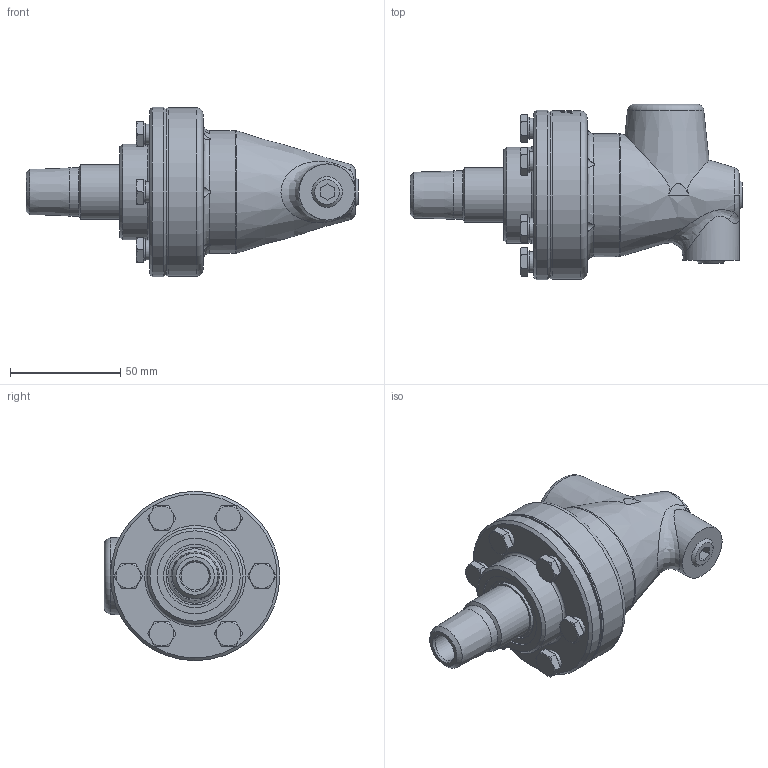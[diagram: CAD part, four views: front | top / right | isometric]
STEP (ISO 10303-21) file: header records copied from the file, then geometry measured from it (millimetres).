
FILE_DESCRIPTION(/* description */ (''),/* implementation_level */ '2;1');
FILE_NAME(/* name */ 'BC-54100-08-21-IC.stp',/* time_stamp */ '2020-05-19T15:44:13-05:00',/* author */ ('dyurkovich'),/* organization */ (''),/* preprocessor_version */ 'ST-DEVELOPER v18',/* originating_system */ 'Autodesk Inventor 2020',/* authorisation */ '');
FILE_SCHEMA (('AUTOMOTIVE_DESIGN { 1 0 10303 214 3 1 1 }'));
Products named in the file (1): BC-54100-08-21-IC
Bounding box: 150.31 x 79.5 x 76.71 mm (x, y, z)
Volume: 270632.2 mm3; surface area: 41590.6 mm2
Topology: 1 solids, 4 shells, 609 faces, 1603 edges, 1064 vertices
Faces by surface type: plane 232, bspline 190, cylinder 98, cone 71, torus 18
Full cylindrical faces by diameter (mm): 4.978 x6, 6.35 x6, 7.366 x6, 7.62 x6, 10.001 x6, 12.7 x1, 17.475 x1, 21.849 x1, 24.7 x1, 25.4 x1, 26.162 x1, 28.575 x1, 34.188 x1, 43.434 x1, 55.626 x1, 75.946 x1, 76.2 x1, 76.708 x1
Entity records: 62074 total; most frequent: CARTESIAN_POINT 47527, ORIENTED_EDGE 3202, DIRECTION 2577, EDGE_CURVE 1601, VERTEX_POINT 1064, AXIS2_PLACEMENT_3D 988, EDGE_LOOP 687, FACE_OUTER_BOUND 609
